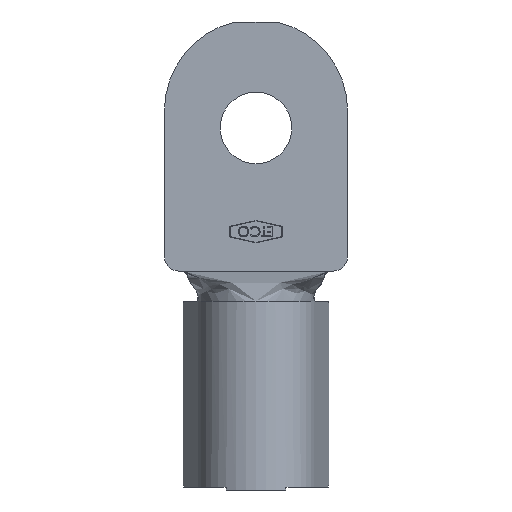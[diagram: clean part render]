
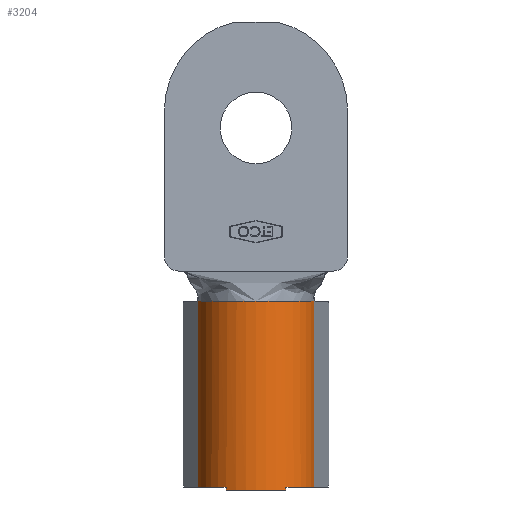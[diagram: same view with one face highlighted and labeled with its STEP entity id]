
A CAD part, front view. The second image highlights one B-rep face of the part: STEP entity #3204.
In plain terms, the highlighted cylindrical face has radius 5.283 mm (diameter 10.566 mm), a partial arc.
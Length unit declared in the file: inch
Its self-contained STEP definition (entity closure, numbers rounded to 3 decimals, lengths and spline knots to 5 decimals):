
#305 = CIRCLE ( 'NONE', #5653, 0.208 ) ;
#600 = EDGE_CURVE ( 'NONE', #886, #3904, #6132, .T. ) ;
#629 = ORIENTED_EDGE ( 'NONE', *, *, #1131, .F. ) ;
#686 = ORIENTED_EDGE ( 'NONE', *, *, #1884, .F. ) ;
#748 = EDGE_CURVE ( 'NONE', #6570, #4133, #6831, .T. ) ;
#770 = AXIS2_PLACEMENT_3D ( 'NONE', #2354, #5517, #4505 ) ;
#886 = VERTEX_POINT ( 'NONE', #1789 ) ;
#968 = VERTEX_POINT ( 'NONE', #4859 ) ;
#1069 = CARTESIAN_POINT ( 'NONE',  ( 0.104, -0.18013, -0.01 ) ) ;
#1131 = EDGE_CURVE ( 'NONE', #3904, #968, #2347, .T. ) ;
#1249 = CYLINDRICAL_SURFACE ( 'NONE', #6423, 0.208 ) ;
#1273 = DIRECTION ( 'NONE',  ( -1., 0., 0. ) ) ;
#1295 = DIRECTION ( 'NONE',  ( 0., 0., -1. ) ) ;
#1314 = CARTESIAN_POINT ( 'NONE',  ( 0.104, -0.18013, 0. ) ) ;
#1320 = CIRCLE ( 'NONE', #4602, 0.208 ) ;
#1321 = EDGE_CURVE ( 'NONE', #1979, #4133, #305, .T. ) ;
#1351 = CARTESIAN_POINT ( 'NONE',  ( 0., 0., 0.65 ) ) ;
#1434 = FACE_OUTER_BOUND ( 'NONE', #5398, .T. ) ;
#1737 = EDGE_CURVE ( 'NONE', #4527, #4469, #5423, .T. ) ;
#1767 = ORIENTED_EDGE ( 'NONE', *, *, #4308, .T. ) ;
#1789 = CARTESIAN_POINT ( 'NONE',  ( -0.20208, -0.04927, 0.65 ) ) ;
#1884 = EDGE_CURVE ( 'NONE', #4527, #6570, #4955, .T. ) ;
#1979 = VERTEX_POINT ( 'NONE', #3403 ) ;
#2347 = LINE ( 'NONE', #3765, #5122 ) ;
#2354 = CARTESIAN_POINT ( 'NONE',  ( 0., 0., 0.65 ) ) ;
#2561 = VECTOR ( 'NONE', #4080, 39.37008 ) ;
#2629 = AXIS2_PLACEMENT_3D ( 'NONE', #4014, #3996, #3979 ) ;
#2722 = CARTESIAN_POINT ( 'NONE',  ( 0.20208, -0.04927, 0.65 ) ) ;
#2935 = CARTESIAN_POINT ( 'NONE',  ( -0.104, -0.18013, 0. ) ) ;
#2940 = VECTOR ( 'NONE', #4874, 39.37008 ) ;
#2948 = CARTESIAN_POINT ( 'NONE',  ( -0.104, -0.18013, -0.01 ) ) ;
#3097 = ORIENTED_EDGE ( 'NONE', *, *, #748, .F. ) ;
#3204 = ADVANCED_FACE ( 'NONE', ( #1434 ), #1249, .T. ) ;
#3403 = CARTESIAN_POINT ( 'NONE',  ( -0.20208, -0.04927, 0. ) ) ;
#3628 = DIRECTION ( 'NONE',  ( 0., 0., -1. ) ) ;
#3765 = CARTESIAN_POINT ( 'NONE',  ( 0.20208, -0.04927, 0.65 ) ) ;
#3904 = VERTEX_POINT ( 'NONE', #2722 ) ;
#3961 = LINE ( 'NONE', #4243, #2561 ) ;
#3979 = DIRECTION ( 'NONE',  ( -1., 0., 0. ) ) ;
#3996 = DIRECTION ( 'NONE',  ( 0., 0., -1. ) ) ;
#4014 = CARTESIAN_POINT ( 'NONE',  ( 0., 0., -0.01 ) ) ;
#4080 = DIRECTION ( 'NONE',  ( 0., 0., -1. ) ) ;
#4133 = VERTEX_POINT ( 'NONE', #2935 ) ;
#4243 = CARTESIAN_POINT ( 'NONE',  ( -0.20208, -0.04927, 0.65 ) ) ;
#4308 = EDGE_CURVE ( 'NONE', #886, #1979, #3961, .T. ) ;
#4469 = VERTEX_POINT ( 'NONE', #1314 ) ;
#4505 = DIRECTION ( 'NONE',  ( 1., 0., 0. ) ) ;
#4522 = EDGE_CURVE ( 'NONE', #4469, #968, #1320, .T. ) ;
#4527 = VERTEX_POINT ( 'NONE', #1069 ) ;
#4602 = AXIS2_PLACEMENT_3D ( 'NONE', #6689, #6586, #6622 ) ;
#4846 = ORIENTED_EDGE ( 'NONE', *, *, #1737, .T. ) ;
#4859 = CARTESIAN_POINT ( 'NONE',  ( 0.20208, -0.04927, 0. ) ) ;
#4874 = DIRECTION ( 'NONE',  ( 0., 0., 1. ) ) ;
#4955 = CIRCLE ( 'NONE', #2629, 0.208 ) ;
#5122 = VECTOR ( 'NONE', #3628, 39.37008 ) ;
#5398 = EDGE_LOOP ( 'NONE', ( #6439, #3097, #686, #4846, #6486, #629, #6590, #1767 ) ) ;
#5423 = LINE ( 'NONE', #6288, #6592 ) ;
#5517 = DIRECTION ( 'NONE',  ( 0., 0., 1. ) ) ;
#5653 = AXIS2_PLACEMENT_3D ( 'NONE', #6099, #6031, #5991 ) ;
#5861 = CARTESIAN_POINT ( 'NONE',  ( -0.104, -0.18013, -0.01 ) ) ;
#5991 = DIRECTION ( 'NONE',  ( 1., 0., 0. ) ) ;
#6031 = DIRECTION ( 'NONE',  ( 0., 0., 1. ) ) ;
#6099 = CARTESIAN_POINT ( 'NONE',  ( 0., 0., 0. ) ) ;
#6132 = CIRCLE ( 'NONE', #770, 0.208 ) ;
#6288 = CARTESIAN_POINT ( 'NONE',  ( 0.104, -0.18013, -0.01 ) ) ;
#6350 = DIRECTION ( 'NONE',  ( 0., 0., 1. ) ) ;
#6423 = AXIS2_PLACEMENT_3D ( 'NONE', #1351, #1295, #1273 ) ;
#6439 = ORIENTED_EDGE ( 'NONE', *, *, #1321, .T. ) ;
#6486 = ORIENTED_EDGE ( 'NONE', *, *, #4522, .T. ) ;
#6570 = VERTEX_POINT ( 'NONE', #5861 ) ;
#6586 = DIRECTION ( 'NONE',  ( 0., 0., 1. ) ) ;
#6590 = ORIENTED_EDGE ( 'NONE', *, *, #600, .F. ) ;
#6592 = VECTOR ( 'NONE', #6350, 39.37008 ) ;
#6622 = DIRECTION ( 'NONE',  ( 1., 0., 0. ) ) ;
#6689 = CARTESIAN_POINT ( 'NONE',  ( 0., 0., 0. ) ) ;
#6831 = LINE ( 'NONE', #2948, #2940 ) ;
